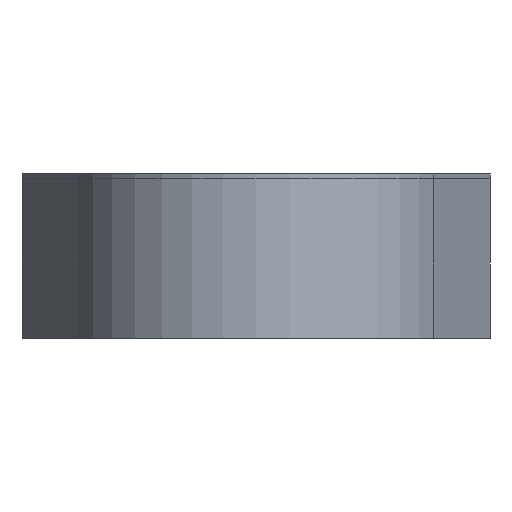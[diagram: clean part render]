
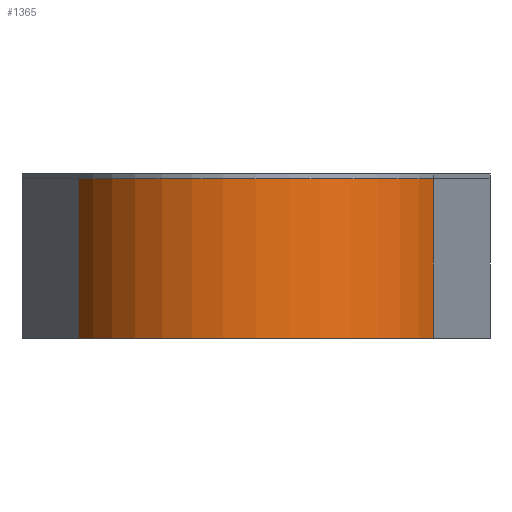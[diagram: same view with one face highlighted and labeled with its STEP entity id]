
A CAD part, left-side view. The second image highlights one B-rep face of the part: STEP entity #1365.
In plain terms, the highlighted cylindrical face has radius 38 mm (diameter 76 mm), a partial arc.
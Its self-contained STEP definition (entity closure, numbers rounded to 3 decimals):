
#119=CIRCLE('',#1468,38.);
#120=CIRCLE('',#1469,38.);
#217=FACE_OUTER_BOUND('',#287,.T.);
#287=EDGE_LOOP('',(#1073,#1074,#1075,#1076));
#391=LINE('',#2195,#501);
#425=LINE('',#2282,#535);
#501=VECTOR('',#1654,10.);
#535=VECTOR('',#1736,10.);
#638=VERTEX_POINT('',#2192);
#639=VERTEX_POINT('',#2194);
#667=VERTEX_POINT('',#2278);
#668=VERTEX_POINT('',#2280);
#785=EDGE_CURVE('',#638,#639,#391,.T.);
#829=EDGE_CURVE('',#667,#668,#425,.T.);
#830=EDGE_CURVE('',#667,#638,#119,.T.);
#831=EDGE_CURVE('',#639,#668,#120,.T.);
#1073=ORIENTED_EDGE('',*,*,#830,.F.);
#1074=ORIENTED_EDGE('',*,*,#829,.T.);
#1075=ORIENTED_EDGE('',*,*,#831,.F.);
#1076=ORIENTED_EDGE('',*,*,#785,.F.);
#1313=CYLINDRICAL_SURFACE('',#1467,38.);
#1365=ADVANCED_FACE('',(#217),#1313,.T.);
#1467=AXIS2_PLACEMENT_3D('',#2283,#1737,#1738);
#1468=AXIS2_PLACEMENT_3D('',#2284,#1739,#1740);
#1469=AXIS2_PLACEMENT_3D('',#2285,#1741,#1742);
#1654=DIRECTION('',(0.,0.,1.));
#1736=DIRECTION('',(0.,0.,1.));
#1737=DIRECTION('center_axis',(0.,0.,1.));
#1738=DIRECTION('ref_axis',(-0.352,-0.936,0.));
#1739=DIRECTION('center_axis',(0.,0.,
-1.));
#1740=DIRECTION('ref_axis',(-0.352,-0.936,0.));
#1741=DIRECTION('center_axis',(0.,0.,
1.));
#1742=DIRECTION('ref_axis',(-0.352,-0.936,0.));
#2192=CARTESIAN_POINT('',(-13.362,35.573,6.477));
#2194=CARTESIAN_POINT('',(-13.362,35.573,38.477));
#2195=CARTESIAN_POINT('',(-13.362,35.573,6.477));
#2278=CARTESIAN_POINT('',(-13.362,-35.573,6.477));
#2280=CARTESIAN_POINT('',(-13.362,-35.573,38.477));
#2282=CARTESIAN_POINT('',(-13.362,-35.573,6.477));
#2283=CARTESIAN_POINT('Origin',(0.,0.,
6.477));
#2284=CARTESIAN_POINT('Origin',(0.,0.,
6.477));
#2285=CARTESIAN_POINT('Origin',(0.,0.,
38.477));
